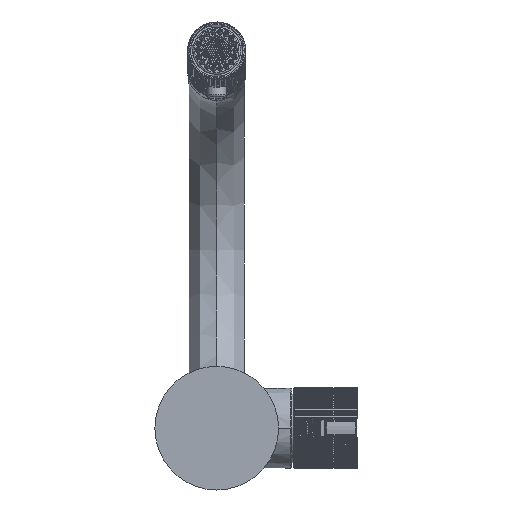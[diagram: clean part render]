
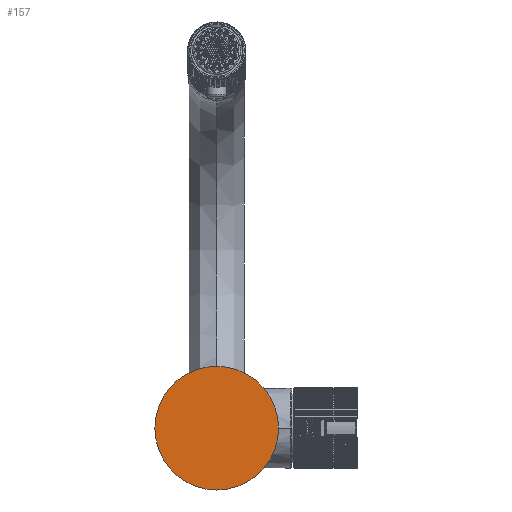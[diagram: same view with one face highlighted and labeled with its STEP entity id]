
A CAD part, front view. The second image highlights one B-rep face of the part: STEP entity #157.
In plain terms, the highlighted planar face has unit normal (0, -1, 0).
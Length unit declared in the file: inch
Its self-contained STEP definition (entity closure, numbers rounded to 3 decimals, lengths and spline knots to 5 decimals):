
#2=CARTESIAN_POINT('',(0.,0.,0.));
#3=DIRECTION('',(0.,-1.,0.));
#4=DIRECTION('',(-1.,0.,0.));
#5=AXIS2_PLACEMENT_3D('',#2,#3,#4);
#7=CARTESIAN_POINT('',(0.,0.,0.));
#8=DIRECTION('',(0.,1.,0.));
#9=DIRECTION('',(-1.,0.,0.));
#10=AXIS2_PLACEMENT_3D('',#7,#8,#9);
#118=CARTESIAN_POINT('',(-1.215,0.,0.));
#119=CARTESIAN_POINT('',(1.215,0.,0.));
#120=VERTEX_POINT('',#118);
#121=VERTEX_POINT('',#119);
#146=CARTESIAN_POINT('',(0.,0.,0.));
#147=DIRECTION('',(0.,-1.,0.));
#148=DIRECTION('',(-1.,0.,0.));
#149=AXIS2_PLACEMENT_3D('',#146,#147,#148);
#150=PLANE('',#149);
#152=ORIENTED_EDGE('',*,*,#151,.F.);
#154=ORIENTED_EDGE('',*,*,#153,.T.);
#155=EDGE_LOOP('',(#152,#154));
#156=FACE_OUTER_BOUND('',#155,.F.);
#157=ADVANCED_FACE('',(#156),#150,.T.);
#6=CIRCLE('',#5,1.215);
#11=CIRCLE('',#10,1.215);
#151=EDGE_CURVE('',#120,#121,#6,.T.);
#153=EDGE_CURVE('',#120,#121,#11,.T.);
